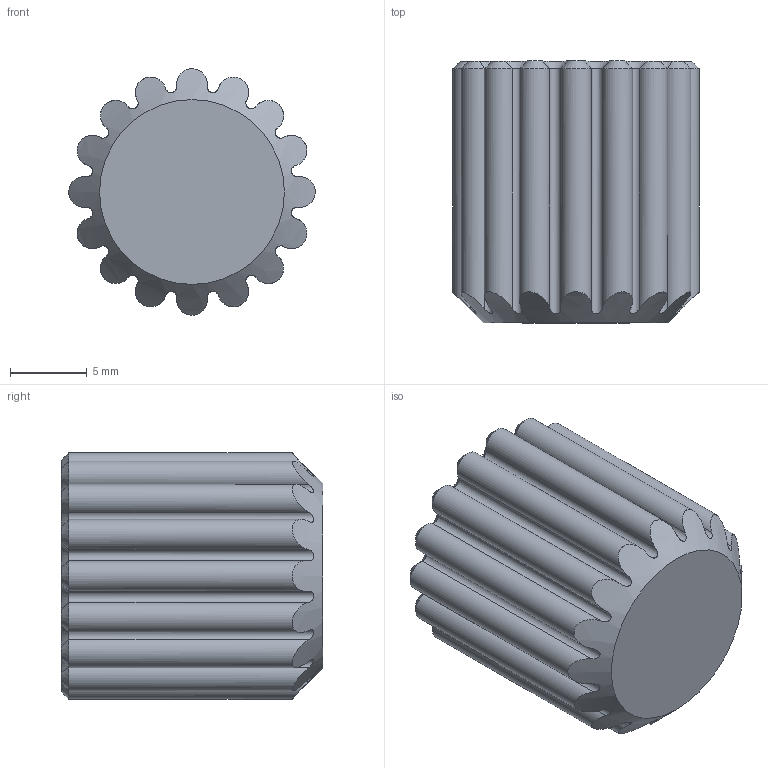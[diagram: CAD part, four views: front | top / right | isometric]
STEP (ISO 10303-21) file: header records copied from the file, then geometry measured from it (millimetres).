
FILE_DESCRIPTION(/* description */ (''),/* implementation_level */ '2;1');
FILE_NAME(/* name */ 'M12 Knob.step',/* time_stamp */ '2023-12-28T09:31:28-08:00',/* author */ (''),/* organization */ (''),/* preprocessor_version */ 'ST-DEVELOPER v20',/* originating_system */ 'Autodesk Translation Framework v12.14.0.127',/* authorisation */ '');
FILE_SCHEMA (('AUTOMOTIVE_DESIGN { 1 0 10303 214 3 1 1 }'));
Length unit declared in the file: millimetre
Products named in the file (1): M12 Knob
Bounding box: 16 x 17 x 16 mm (x, y, z)
Volume: 2296.3 mm3; surface area: 1786 mm2
Topology: 1 solids, 1 shells, 77 faces, 200 edges, 127 vertices
Faces by surface type: cone 37, cylinder 34, plane 6
Full cylindrical faces by diameter (mm): 10 x1
Entity records: 2922 total; most frequent: CARTESIAN_POINT 1043, ORIENTED_EDGE 400, DIRECTION 379, EDGE_CURVE 200, AXIS2_PLACEMENT_3D 153, VERTEX_POINT 127, EDGE_LOOP 79, FACE_OUTER_BOUND 77
